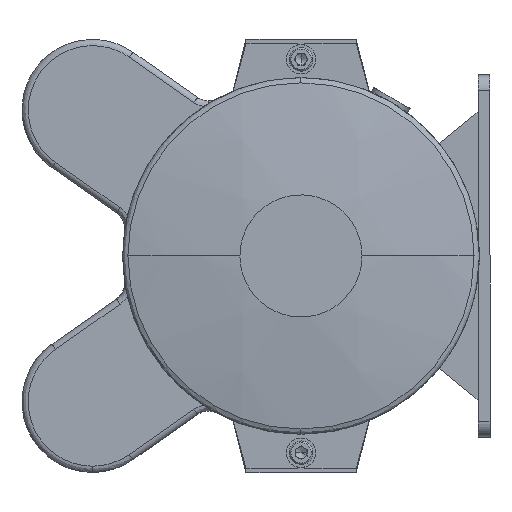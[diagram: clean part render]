
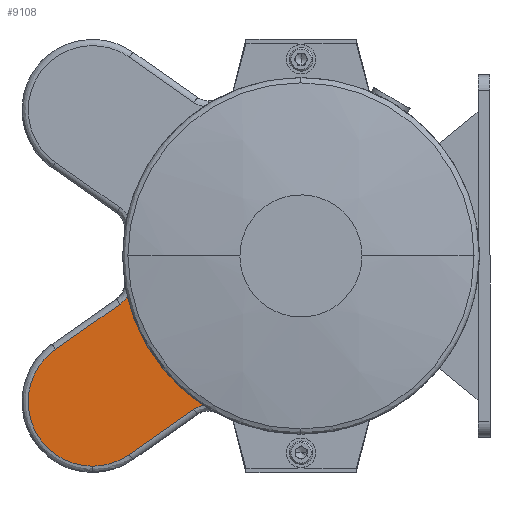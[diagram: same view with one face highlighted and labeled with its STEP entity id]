
A CAD part, left-side view. The second image highlights one B-rep face of the part: STEP entity #9108.
In plain terms, the highlighted planar face has unit normal (-1, 0, 0).
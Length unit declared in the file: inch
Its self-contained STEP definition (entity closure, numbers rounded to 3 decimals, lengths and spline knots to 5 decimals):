
#118 = ORIENTED_EDGE ( 'NONE', *, *, #14773, .F. ) ;
#534 = ORIENTED_EDGE ( 'NONE', *, *, #9766, .F. ) ;
#962 = VERTEX_POINT ( 'NONE', #13052 ) ;
#1279 = CARTESIAN_POINT ( 'NONE',  ( -7.94, 2.75618, -0.64216 ) ) ;
#1458 = EDGE_CURVE ( 'NONE', #12757, #962, #2905, .T. ) ;
#1496 = VECTOR ( 'NONE', #2617, 39.37008 ) ;
#1917 = CIRCLE ( 'NONE', #13491, 2.83 ) ;
#2122 = CARTESIAN_POINT ( 'NONE',  ( -7.94, 0., 0. ) ) ;
#2292 = AXIS2_PLACEMENT_3D ( 'NONE', #14478, #3114, #11097 ) ;
#2507 = EDGE_CURVE ( 'NONE', #13165, #7021, #3395, .T. ) ;
#2617 = DIRECTION ( 'NONE',  ( 0., -0.819, 0.574 ) ) ;
#2626 = CARTESIAN_POINT ( 'NONE',  ( -7.94, 2.86995, -0.76437 ) ) ;
#2905 =( BOUNDED_CURVE ( )  B_SPLINE_CURVE ( 3, ( #6578, #6386, #5769, #5723 ),
 .UNSPECIFIED., .F., .F. ) 
 B_SPLINE_CURVE_WITH_KNOTS ( ( 4, 4 ),
 ( 0., 1. ),
 .UNSPECIFIED. ) 
 CURVE ( )  GEOMETRIC_REPRESENTATION_ITEM ( )  RATIONAL_B_SPLINE_CURVE ( ( 1., 0.534, 0.534, 1. ) ) 
 REPRESENTATION_ITEM ( '' )  );
#3094 = CARTESIAN_POINT ( 'NONE',  ( -7.94, 3.30937, -3.33725 ) ) ;
#3114 = DIRECTION ( 'NONE',  ( 1., 0., 0. ) ) ;
#3301 = DIRECTION ( 'NONE',  ( 0., 0., -1. ) ) ;
#3373 =( BOUNDED_CURVE ( )  B_SPLINE_CURVE ( 3, ( #4354, #4429, #4460, #4324 ),
 .UNSPECIFIED., .F., .F. ) 
 B_SPLINE_CURVE_WITH_KNOTS ( ( 4, 4 ),
 ( 0., 1. ),
 .UNSPECIFIED. ) 
 CURVE ( )  GEOMETRIC_REPRESENTATION_ITEM ( )  RATIONAL_B_SPLINE_CURVE ( ( 1., 0.985, 0.985, 1. ) ) 
 REPRESENTATION_ITEM ( '' )  );
#3395 = LINE ( 'NONE', #11604, #12141 ) ;
#4324 = CARTESIAN_POINT ( 'NONE',  ( -7.94, 1.69986, -2.43544 ) ) ;
#4354 = CARTESIAN_POINT ( 'NONE',  ( -7.94, 1.54611, -2.37033 ) ) ;
#4366 = VERTEX_POINT ( 'NONE', #5544 ) ;
#4429 = CARTESIAN_POINT ( 'NONE',  ( -7.94, 1.60157, -2.38102 ) ) ;
#4460 = CARTESIAN_POINT ( 'NONE',  ( -7.94, 1.65359, -2.40304 ) ) ;
#4712 = CARTESIAN_POINT ( 'NONE',  ( -7.94, 2.86995, -0.76437 ) ) ;
#5544 = CARTESIAN_POINT ( 'NONE',  ( -7.94, 2.75618, -0.64216 ) ) ;
#5620 = EDGE_CURVE ( 'NONE', #6787, #13165, #3373, .T. ) ;
#5723 = CARTESIAN_POINT ( 'NONE',  ( -7.94, 3.89442, -1.48171 ) ) ;
#5732 = CARTESIAN_POINT ( 'NONE',  ( -7.94, 3.09838, -3.33725 ) ) ;
#5769 = CARTESIAN_POINT ( 'NONE',  ( -7.94, 4.88962, -2.17856 ) ) ;
#6111 = ORIENTED_EDGE ( 'NONE', *, *, #1458, .F. ) ;
#6349 = EDGE_CURVE ( 'NONE', #6778, #4366, #12231, .T. ) ;
#6374 = ORIENTED_EDGE ( 'NONE', *, *, #5620, .F. ) ;
#6386 = CARTESIAN_POINT ( 'NONE',  ( -7.94, 4.52429, -3.33725 ) ) ;
#6497 = PLANE ( 'NONE',  #2292 ) ;
#6523 = LINE ( 'NONE', #8311, #1496 ) ;
#6578 = CARTESIAN_POINT ( 'NONE',  ( -7.94, 3.30937, -3.33725 ) ) ;
#6615 = ORIENTED_EDGE ( 'NONE', *, *, #6349, .F. ) ;
#6778 = VERTEX_POINT ( 'NONE', #2626 ) ;
#6787 = VERTEX_POINT ( 'NONE', #10690 ) ;
#7021 = VERTEX_POINT ( 'NONE', #11297 ) ;
#7583 = EDGE_CURVE ( 'NONE', #7021, #12757, #9962, .T. ) ;
#8134 = CARTESIAN_POINT ( 'NONE',  ( -7.94, 2.78519, -0.69063 ) ) ;
#8311 = CARTESIAN_POINT ( 'NONE',  ( -7.94, 3.89442, -1.48171 ) ) ;
#8721 = FACE_OUTER_BOUND ( 'NONE', #13508, .T. ) ;
#9108 = ADVANCED_FACE ( 'NONE', ( #8721 ), #6497, .F. ) ;
#9766 = EDGE_CURVE ( 'NONE', #4366, #6787, #1917, .T. ) ;
#9962 =( BOUNDED_CURVE ( )  B_SPLINE_CURVE ( 3, ( #11392, #12544, #5732, #13680 ),
 .UNSPECIFIED., .F., .T. ) 
 B_SPLINE_CURVE_WITH_KNOTS ( ( 4, 4 ),
 ( 0., 1. ),
 .UNSPECIFIED. ) 
 CURVE ( )  GEOMETRIC_REPRESENTATION_ITEM ( )  RATIONAL_B_SPLINE_CURVE ( ( 1., 0.969, 0.969, 1. ) ) 
 REPRESENTATION_ITEM ( '' )  );
#10142 = DIRECTION ( 'NONE',  ( -1., 0., 0. ) ) ;
#10427 = ORIENTED_EDGE ( 'NONE', *, *, #2507, .F. ) ;
#10690 = CARTESIAN_POINT ( 'NONE',  ( -7.94, 1.54611, -2.37033 ) ) ;
#11090 = ORIENTED_EDGE ( 'NONE', *, *, #7583, .F. ) ;
#11097 = DIRECTION ( 'NONE',  ( 0., 0., -1. ) ) ;
#11297 = CARTESIAN_POINT ( 'NONE',  ( -7.94, 2.72433, -3.15278 ) ) ;
#11392 = CARTESIAN_POINT ( 'NONE',  ( -7.94, 2.72433, -3.15278 ) ) ;
#11551 = DIRECTION ( 'NONE',  ( 0., 0.819, -0.574 ) ) ;
#11604 = CARTESIAN_POINT ( 'NONE',  ( -7.94, 1.69986, -2.43544 ) ) ;
#12141 = VECTOR ( 'NONE', #11551, 39.37008 ) ;
#12231 =( BOUNDED_CURVE ( )  B_SPLINE_CURVE ( 3, ( #4712, #12700, #8134, #1279 ),
 .UNSPECIFIED., .F., .F. ) 
 B_SPLINE_CURVE_WITH_KNOTS ( ( 4, 4 ),
 ( 0., 1. ),
 .UNSPECIFIED. ) 
 CURVE ( )  GEOMETRIC_REPRESENTATION_ITEM ( )  RATIONAL_B_SPLINE_CURVE ( ( 1., 0.985, 0.985, 1. ) ) 
 REPRESENTATION_ITEM ( '' )  );
#12544 = CARTESIAN_POINT ( 'NONE',  ( -7.94, 2.89716, -3.2738 ) ) ;
#12700 = CARTESIAN_POINT ( 'NONE',  ( -7.94, 2.82368, -0.73197 ) ) ;
#12757 = VERTEX_POINT ( 'NONE', #3094 ) ;
#13052 = CARTESIAN_POINT ( 'NONE',  ( -7.94, 3.89442, -1.48171 ) ) ;
#13165 = VERTEX_POINT ( 'NONE', #14927 ) ;
#13491 = AXIS2_PLACEMENT_3D ( 'NONE', #2122, #10142, #3301 ) ;
#13508 = EDGE_LOOP ( 'NONE', ( #6615, #118, #6111, #11090, #10427, #6374, #534 ) ) ;
#13680 = CARTESIAN_POINT ( 'NONE',  ( -7.94, 3.30937, -3.33725 ) ) ;
#14478 = CARTESIAN_POINT ( 'NONE',  ( -7.94, 0., 0. ) ) ;
#14773 = EDGE_CURVE ( 'NONE', #962, #6778, #6523, .T. ) ;
#14927 = CARTESIAN_POINT ( 'NONE',  ( -7.94, 1.69986, -2.43544 ) ) ;
